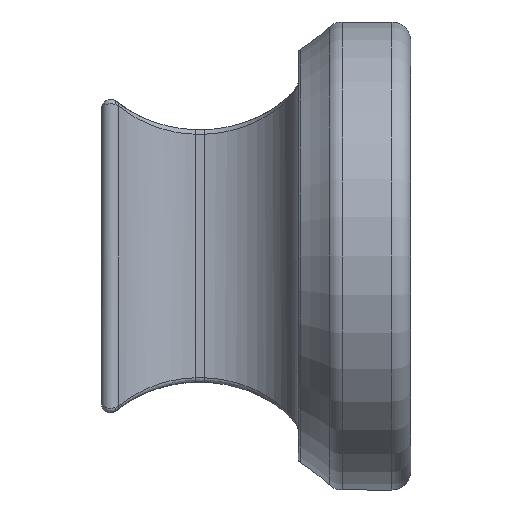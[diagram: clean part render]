
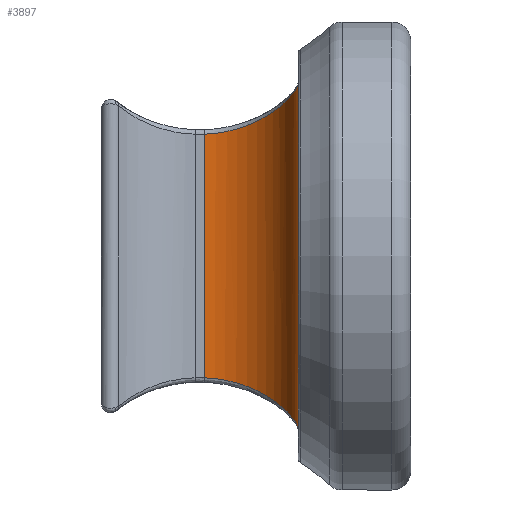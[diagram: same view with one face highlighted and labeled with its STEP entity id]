
A CAD part, front view. The second image highlights one B-rep face of the part: STEP entity #3897.
In plain terms, the highlighted cylindrical face has radius 10 mm (diameter 20 mm), a partial arc.
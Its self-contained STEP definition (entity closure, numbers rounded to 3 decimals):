
#341=CYLINDRICAL_SURFACE('',#4211,10.);
#500=FACE_OUTER_BOUND('',#742,.T.);
#742=EDGE_LOOP('',(#3032,#3033,#3034,#3035));
#925=B_SPLINE_CURVE_WITH_KNOTS('',3,(#7071,#7072,#7073,#7074,#7075,#7076,
#7077),.UNSPECIFIED.,.F.,.F.,(4,1,1,1,4),(-1.749,-1.25,
-0.75,-0.5,0.),.UNSPECIFIED.);
#926=B_SPLINE_CURVE_WITH_KNOTS('',3,(#7135,#7136,#7137,#7138,#7139,#7140,
#7141),.UNSPECIFIED.,.F.,.F.,(4,1,1,1,4),(-1.749,-1.25,
-0.75,-0.5,0.),
 .UNSPECIFIED.);
#1158=LINE('',#7168,#1454);
#1159=LINE('',#7169,#1455);
#1454=VECTOR('',#5007,10.);
#1455=VECTOR('',#5008,10.);
#1776=VERTEX_POINT('',#7024);
#1777=VERTEX_POINT('',#7069);
#1780=VERTEX_POINT('',#7088);
#1781=VERTEX_POINT('',#7133);
#2239=EDGE_CURVE('',#1777,#1776,#925,.T.);
#2248=EDGE_CURVE('',#1781,#1780,#926,.T.);
#2250=EDGE_CURVE('',#1781,#1776,#1158,.T.);
#2251=EDGE_CURVE('',#1777,#1780,#1159,.T.);
#3032=ORIENTED_EDGE('',*,*,#2248,.F.);
#3033=ORIENTED_EDGE('',*,*,#2250,.T.);
#3034=ORIENTED_EDGE('',*,*,#2239,.F.);
#3035=ORIENTED_EDGE('',*,*,#2251,.T.);
#3897=ADVANCED_FACE('',(#500),#341,.F.);
#4211=AXIS2_PLACEMENT_3D('',#7167,#5005,#5006);
#5005=DIRECTION('center_axis',(0.,0.,1.));
#5006=DIRECTION('ref_axis',(0.707,0.707,0.));
#5007=DIRECTION('',(0.,0.,-1.));
#5008=DIRECTION('',(0.,0.,1.));
#7024=CARTESIAN_POINT('',(0.5,25.,-12.988));
#7069=CARTESIAN_POINT('',(10.5,15.,-18.498));
#7071=CARTESIAN_POINT('Ctrl Pts',(10.5,15.,-18.498));
#7072=CARTESIAN_POINT('Ctrl Pts',(10.5,16.543,-18.11));
#7073=CARTESIAN_POINT('Ctrl Pts',(9.784,19.494,-16.89));
#7074=CARTESIAN_POINT('Ctrl Pts',(7.536,22.36,-15.051));
#7075=CARTESIAN_POINT('Ctrl Pts',(4.429,24.413,-13.54));
#7076=CARTESIAN_POINT('Ctrl Pts',(2.086,25.,-13.029));
#7077=CARTESIAN_POINT('Ctrl Pts',(0.5,25.,-12.988));
#7088=CARTESIAN_POINT('',(10.5,15.,18.498));
#7133=CARTESIAN_POINT('',(0.5,25.,12.988));
#7135=CARTESIAN_POINT('Ctrl Pts',(0.5,25.,12.988));
#7136=CARTESIAN_POINT('Ctrl Pts',(2.086,25.,13.029));
#7137=CARTESIAN_POINT('Ctrl Pts',(5.209,24.21,13.715));
#7138=CARTESIAN_POINT('Ctrl Pts',(8.052,21.82,15.434));
#7139=CARTESIAN_POINT('Ctrl Pts',(9.963,18.761,17.195));
#7140=CARTESIAN_POINT('Ctrl Pts',(10.5,16.543,18.11));
#7141=CARTESIAN_POINT('Ctrl Pts',(10.5,15.,18.498));
#7167=CARTESIAN_POINT('Origin',(0.5,15.,0.));
#7168=CARTESIAN_POINT('',(0.5,25.,0.));
#7169=CARTESIAN_POINT('',(10.5,15.,0.));
